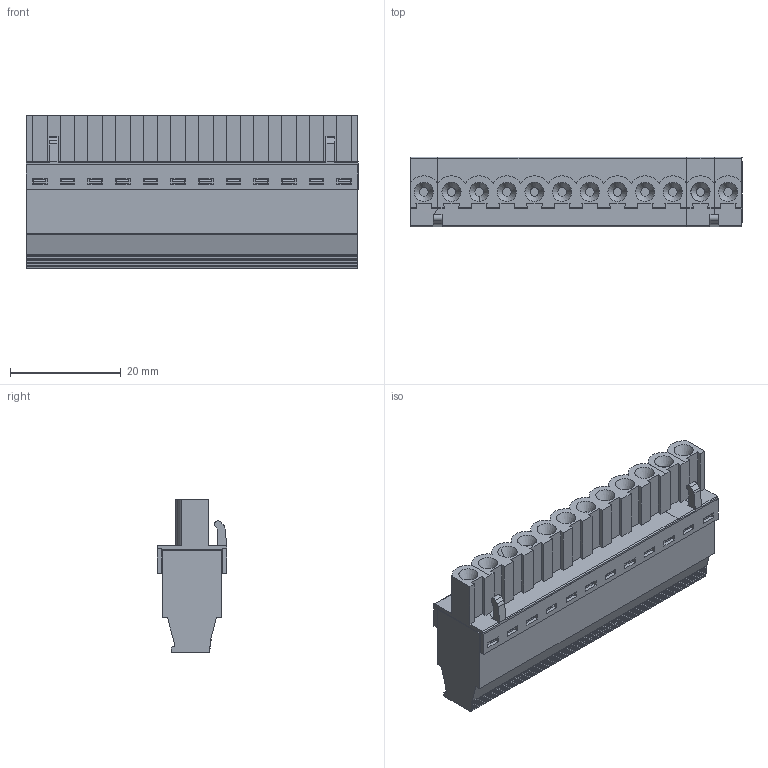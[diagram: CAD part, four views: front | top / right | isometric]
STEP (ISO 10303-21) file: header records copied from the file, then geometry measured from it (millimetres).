
FILE_DESCRIPTION(('STEP AP214'),'1');
FILE_NAME('SV12-5-P.stp','2020-03-24T10:42:33',(' '),(' '),'Spatial InterOp 3D',' ',' ');
FILE_SCHEMA(('AUTOMOTIVE_DESIGN { 1 0 10303 214 1 1 1 1 }'));
Length unit declared in the file: metre
Products named in the file (1): 1
Bounding box: 60 x 12.59 x 27.6 mm (x, y, z)
Volume: 13499 mm3; surface area: 7298.5 mm2
Topology: 1 solids, 1 shells, 732 faces, 1835 edges, 1213 vertices
Faces by surface type: plane 588, cylinder 119, cone 25
Full cylindrical faces by diameter (mm): 1.588 x11, 2.6 x12, 2.829 x12, 3.474 x1, 3.8 x12, 3.97 x12
Entity records: 26587 total; most frequent: CARTESIAN_POINT 3739, DIRECTION 3389, ORIENTED_EDGE 3378, EDGE_CURVE 1689, LINE 1381, VECTOR 1381, VERTEX_POINT 1150, AXIS2_PLACEMENT_3D 1004
